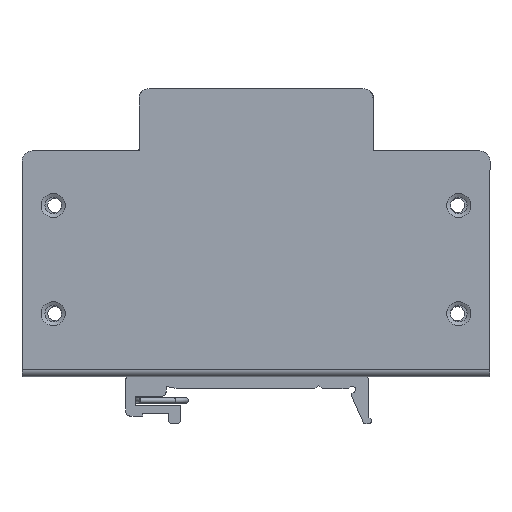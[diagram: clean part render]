
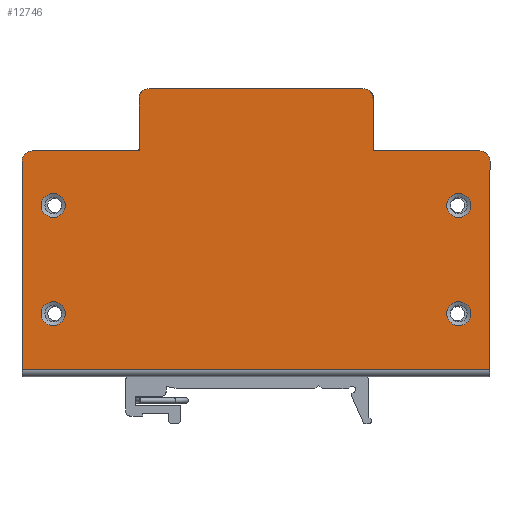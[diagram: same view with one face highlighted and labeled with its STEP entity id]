
A CAD part, left-side view. The second image highlights one B-rep face of the part: STEP entity #12746.
In plain terms, the highlighted planar face has unit normal (-1, 0, 0).
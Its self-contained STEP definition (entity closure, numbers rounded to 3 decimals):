
#86=FACE_BOUND('',#1700,.T.);
#87=FACE_BOUND('',#1701,.T.);
#88=FACE_BOUND('',#1702,.T.);
#89=FACE_BOUND('',#1703,.T.);
#597=PLANE('',#13579);
#1004=FACE_OUTER_BOUND('',#1699,.T.);
#1699=EDGE_LOOP('',(#9347,#9348,#9349,#9350,#9351,#9352,#9353,#9354,#9355,
#9356,#9357,#9358));
#1700=EDGE_LOOP('',(#9359));
#1701=EDGE_LOOP('',(#9360));
#1702=EDGE_LOOP('',(#9361));
#1703=EDGE_LOOP('',(#9362));
#2745=CIRCLE('',#13509,2.31);
#2748=CIRCLE('',#13513,2.31);
#2751=CIRCLE('',#13517,2.31);
#2754=CIRCLE('',#13521,2.31);
#2796=CIRCLE('',#13580,2.);
#2797=CIRCLE('',#13581,2.);
#2798=CIRCLE('',#13582,2.);
#2799=CIRCLE('',#13583,2.);
#3533=LINE('',#21943,#4679);
#3538=LINE('',#21957,#4684);
#3539=LINE('',#21959,#4685);
#3540=LINE('',#21963,#4686);
#3541=LINE('',#21965,#4687);
#3542=LINE('',#21969,#4688);
#3543=LINE('',#21973,#4689);
#3544=LINE('',#21975,#4690);
#4679=VECTOR('',#15253,10.);
#4684=VECTOR('',#15270,10.);
#4685=VECTOR('',#15271,10.);
#4686=VECTOR('',#15274,10.);
#4687=VECTOR('',#15275,10.);
#4688=VECTOR('',#15278,10.);
#4689=VECTOR('',#15281,10.);
#4690=VECTOR('',#15282,10.);
#5847=VERTEX_POINT('',#21777);
#5850=VERTEX_POINT('',#21785);
#5853=VERTEX_POINT('',#21793);
#5856=VERTEX_POINT('',#21801);
#5911=VERTEX_POINT('',#21940);
#5912=VERTEX_POINT('',#21942);
#5915=VERTEX_POINT('',#21953);
#5916=VERTEX_POINT('',#21958);
#5917=VERTEX_POINT('',#21960);
#5918=VERTEX_POINT('',#21962);
#5919=VERTEX_POINT('',#21964);
#5920=VERTEX_POINT('',#21966);
#5921=VERTEX_POINT('',#21968);
#5922=VERTEX_POINT('',#21970);
#5923=VERTEX_POINT('',#21972);
#5924=VERTEX_POINT('',#21974);
#7124=EDGE_CURVE('',#5847,#5847,#2745,.T.);
#7128=EDGE_CURVE('',#5850,#5850,#2748,.T.);
#7132=EDGE_CURVE('',#5853,#5853,#2751,.T.);
#7136=EDGE_CURVE('',#5856,#5856,#2754,.T.);
#7207=EDGE_CURVE('',#5912,#5911,#3533,.T.);
#7215=EDGE_CURVE('',#5911,#5915,#3538,.T.);
#7216=EDGE_CURVE('',#5915,#5916,#3539,.T.);
#7217=EDGE_CURVE('',#5916,#5917,#2796,.T.);
#7218=EDGE_CURVE('',#5917,#5918,#3540,.T.);
#7219=EDGE_CURVE('',#5918,#5919,#3541,.T.);
#7220=EDGE_CURVE('',#5919,#5920,#2797,.T.);
#7221=EDGE_CURVE('',#5920,#5921,#3542,.T.);
#7222=EDGE_CURVE('',#5921,#5922,#2798,.T.);
#7223=EDGE_CURVE('',#5922,#5923,#3543,.T.);
#7224=EDGE_CURVE('',#5923,#5924,#3544,.T.);
#7225=EDGE_CURVE('',#5924,#5912,#2799,.T.);
#9347=ORIENTED_EDGE('',*,*,#7215,.T.);
#9348=ORIENTED_EDGE('',*,*,#7216,.T.);
#9349=ORIENTED_EDGE('',*,*,#7217,.T.);
#9350=ORIENTED_EDGE('',*,*,#7218,.T.);
#9351=ORIENTED_EDGE('',*,*,#7219,.T.);
#9352=ORIENTED_EDGE('',*,*,#7220,.T.);
#9353=ORIENTED_EDGE('',*,*,#7221,.T.);
#9354=ORIENTED_EDGE('',*,*,#7222,.T.);
#9355=ORIENTED_EDGE('',*,*,#7223,.T.);
#9356=ORIENTED_EDGE('',*,*,#7224,.T.);
#9357=ORIENTED_EDGE('',*,*,#7225,.T.);
#9358=ORIENTED_EDGE('',*,*,#7207,.T.);
#9359=ORIENTED_EDGE('',*,*,#7124,.T.);
#9360=ORIENTED_EDGE('',*,*,#7128,.T.);
#9361=ORIENTED_EDGE('',*,*,#7132,.T.);
#9362=ORIENTED_EDGE('',*,*,#7136,.T.);
#12746=ADVANCED_FACE('',(#1004,#86,#87,#88,#89),#597,.T.);
#13509=AXIS2_PLACEMENT_3D('',#21778,#15088,#15089);
#13513=AXIS2_PLACEMENT_3D('',#21786,#15097,#15098);
#13517=AXIS2_PLACEMENT_3D('',#21794,#15106,#15107);
#13521=AXIS2_PLACEMENT_3D('',#21802,#15115,#15116);
#13579=AXIS2_PLACEMENT_3D('',#21956,#15268,#15269);
#13580=AXIS2_PLACEMENT_3D('',#21961,#15272,#15273);
#13581=AXIS2_PLACEMENT_3D('',#21967,#15276,#15277);
#13582=AXIS2_PLACEMENT_3D('',#21971,#15279,#15280);
#13583=AXIS2_PLACEMENT_3D('',#21976,#15283,#15284);
#15088=DIRECTION('center_axis',(1.,0.,0.));
#15089=DIRECTION('ref_axis',(0.,-1.,0.));
#15097=DIRECTION('center_axis',(1.,0.,0.));
#15098=DIRECTION('ref_axis',(0.,-1.,0.));
#15106=DIRECTION('center_axis',(1.,0.,0.));
#15107=DIRECTION('ref_axis',(0.,-1.,0.));
#15115=DIRECTION('center_axis',(1.,0.,0.));
#15116=DIRECTION('ref_axis',(0.,-1.,0.));
#15253=DIRECTION('',(0.,0.,1.));
#15268=DIRECTION('center_axis',(-1.,0.,0.));
#15269=DIRECTION('ref_axis',(0.,0.,
1.));
#15270=DIRECTION('',(0.,1.,0.));
#15271=DIRECTION('',(0.,0.,-1.));
#15272=DIRECTION('center_axis',(-1.,0.,0.));
#15273=DIRECTION('ref_axis',(0.,1.,0.));
#15274=DIRECTION('',(0.,-1.,0.));
#15275=DIRECTION('',(0.,0.,-1.));
#15276=DIRECTION('center_axis',(-1.,0.,0.));
#15277=DIRECTION('ref_axis',(0.,1.,0.));
#15278=DIRECTION('',(0.,-1.,0.));
#15279=DIRECTION('center_axis',(-1.,0.,0.));
#15280=DIRECTION('ref_axis',(0.,0.,
-1.));
#15281=DIRECTION('',(0.,0.,1.));
#15282=DIRECTION('',(0.,-1.,0.));
#15283=DIRECTION('center_axis',(-1.,0.,0.));
#15284=DIRECTION('ref_axis',(0.,0.,
-1.));
#21777=CARTESIAN_POINT('',(53.81,86.31,-31.932));
#21778=CARTESIAN_POINT('Origin',(53.81,84.,-31.932));
#21785=CARTESIAN_POINT('',(53.81,8.31,-11.132));
#21786=CARTESIAN_POINT('Origin',(53.81,6.,-11.132));
#21793=CARTESIAN_POINT('',(53.81,8.31,-31.932));
#21794=CARTESIAN_POINT('Origin',(53.81,6.,-31.932));
#21801=CARTESIAN_POINT('',(53.81,86.31,-11.132));
#21802=CARTESIAN_POINT('Origin',(53.81,84.,-11.132));
#21940=CARTESIAN_POINT('',(53.81,0.,-0.4));
#21942=CARTESIAN_POINT('',(53.81,0.,-40.432));
#21943=CARTESIAN_POINT('',(53.81,0.,-40.432));
#21953=CARTESIAN_POINT('',(53.81,90.,-0.4));
#21956=CARTESIAN_POINT('Origin',(53.81,45.,35.289));
#21957=CARTESIAN_POINT('',(53.81,22.5,-0.4));
#21958=CARTESIAN_POINT('',(53.81,90.,-40.432));
#21959=CARTESIAN_POINT('',(53.81,90.,111.01));
#21960=CARTESIAN_POINT('',(53.81,88.,-42.432));
#21961=CARTESIAN_POINT('Origin',(53.81,88.,-40.432));
#21962=CARTESIAN_POINT('',(53.81,67.5,-42.432));
#21963=CARTESIAN_POINT('',(53.81,88.,-42.432));
#21964=CARTESIAN_POINT('',(53.81,67.5,-52.432));
#21965=CARTESIAN_POINT('',(53.81,67.5,-42.432));
#21966=CARTESIAN_POINT('',(53.81,65.5,-54.432));
#21967=CARTESIAN_POINT('Origin',(53.81,65.5,-52.432));
#21968=CARTESIAN_POINT('',(53.81,24.5,-54.432));
#21969=CARTESIAN_POINT('',(53.81,65.5,-54.432));
#21970=CARTESIAN_POINT('',(53.81,22.5,-52.432));
#21971=CARTESIAN_POINT('Origin',(53.81,24.5,-52.432));
#21972=CARTESIAN_POINT('',(53.81,22.5,-42.432));
#21973=CARTESIAN_POINT('',(53.81,22.5,-52.432));
#21974=CARTESIAN_POINT('',(53.81,2.,-42.432));
#21975=CARTESIAN_POINT('',(53.81,22.5,-42.432));
#21976=CARTESIAN_POINT('Origin',(53.81,2.,-40.432));
